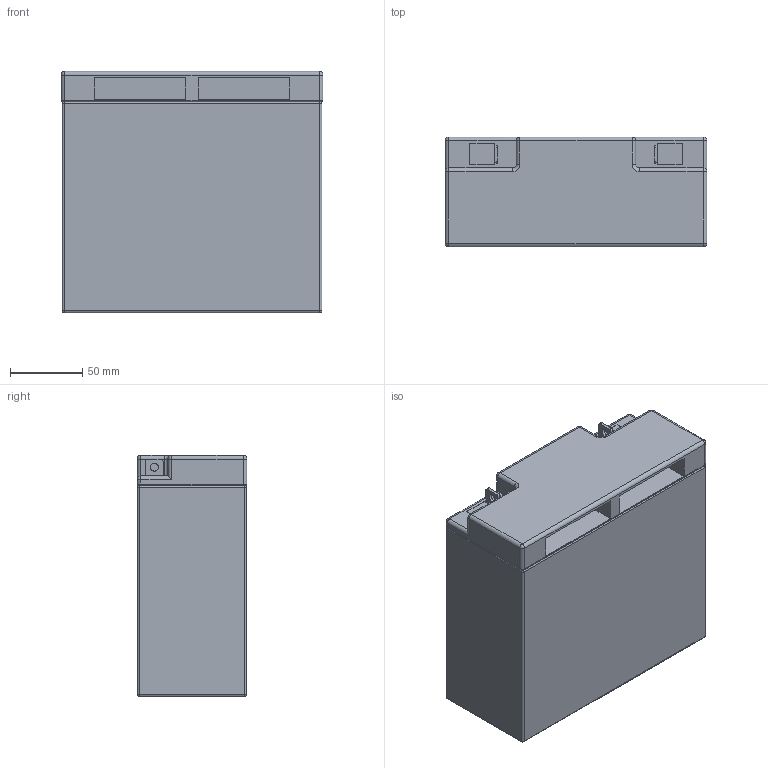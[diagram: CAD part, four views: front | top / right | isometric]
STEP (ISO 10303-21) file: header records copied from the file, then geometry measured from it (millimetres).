
FILE_DESCRIPTION(/* description */ ('12V, 18AH, Deep Cycle'),/* implementation_level */ '2;1');
FILE_NAME(/* name */ 'ELEC_Battery_NP18-12B.iam.step',/* time_stamp */ '2015-01-02T19:31:17-08:00',/* author */ ('Autodesk'),/* organization */ (''),/* preprocessor_version */ 'ST-DEVELOPER v15.6',/* originating_system */ 'Autodesk Inventor 2015',/* authorisation */ '');
FILE_SCHEMA (('AUTOMOTIVE_DESIGN { 1 0 10303 214 3 1 1 }'));
Length unit declared in the file: inch
Products named in the file (3): Electrical_Yuasa_NP18-12_Top; Electrical_Yuasa_Np18-12_Middle; ELEC_Battery_NP18-12B
Assembly tree (2 placements, depth 2):
  ELEC_Battery_NP18-12B
    Electrical_Yuasa_NP18-12_Top
    Electrical_Yuasa_Np18-12_Middle
Bounding box: 181.1 x 75.95 x 166.88 mm (x, y, z)
Volume: 2177918.8 mm3; surface area: 148232.4 mm2
Topology: 2 solids, 2 shells, 132 faces, 316 edges, 178 vertices
Faces by surface type: plane 58, cylinder 44, sphere 16, bspline 12, torus 2
Full cylindrical faces by diameter (mm): 5.486 x2
Entity records: 3996 total; most frequent: CARTESIAN_POINT 921, DIRECTION 636, ORIENTED_EDGE 592, EDGE_CURVE 296, AXIS2_PLACEMENT_3D 227, LINE 182, VECTOR 182, VERTEX_POINT 176
